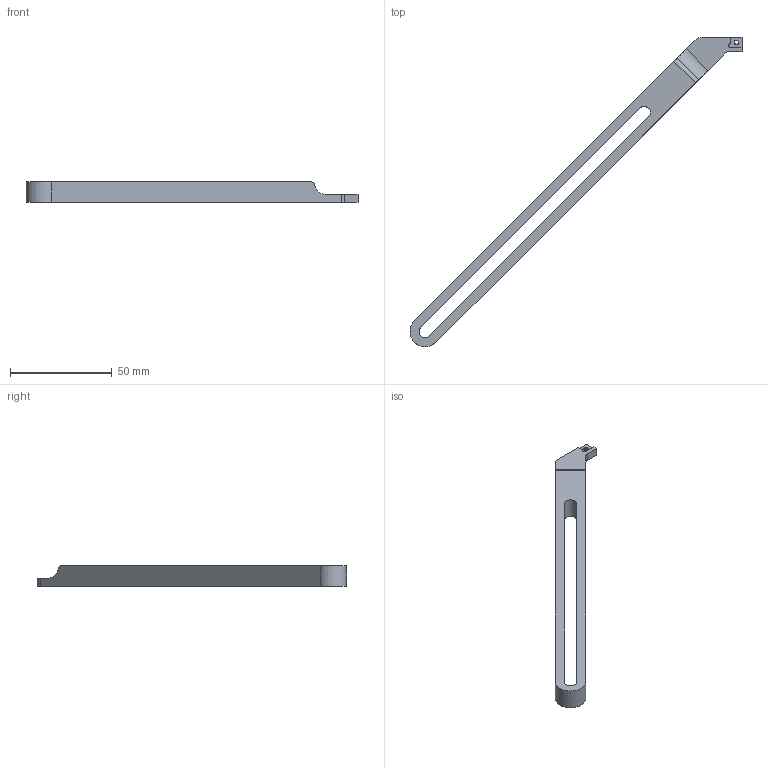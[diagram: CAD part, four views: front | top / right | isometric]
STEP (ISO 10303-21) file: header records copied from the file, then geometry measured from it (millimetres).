
FILE_DESCRIPTION(/* description */ (''),/* implementation_level */ '2;1');
FILE_NAME(/* name */ 'Head-fixation arm.step',/* time_stamp */ '2021-12-10T15:00:44+01:00',/* author */ (''),/* organization */ (''),/* preprocessor_version */ 'ST-DEVELOPER v18.1',/* originating_system */ 'Autodesk Translation Framework v10.10.0.1391',/* authorisation */ '');
FILE_SCHEMA (('AUTOMOTIVE_DESIGN { 1 0 10303 214 3 1 1 }'));
Length unit declared in the file: millimetre
Products named in the file (2): Holder arms only; Arm
Assembly tree (1 placements, depth 2):
  Holder arms only
    Arm
Bounding box: 163.46 x 152.36 x 10 mm (x, y, z)
Volume: 20379 mm3; surface area: 11984.5 mm2
Topology: 1 solids, 1 shells, 39 faces, 111 edges, 74 vertices
Faces by surface type: cylinder 24, plane 13, bspline 2
Full cylindrical faces by diameter (mm): 2.075 x4, 2.58 x1
Entity records: 2365 total; most frequent: CARTESIAN_POINT 1334, ORIENTED_EDGE 222, DIRECTION 177, EDGE_CURVE 111, VERTEX_POINT 74, AXIS2_PLACEMENT_3D 61, LINE 55, VECTOR 55
